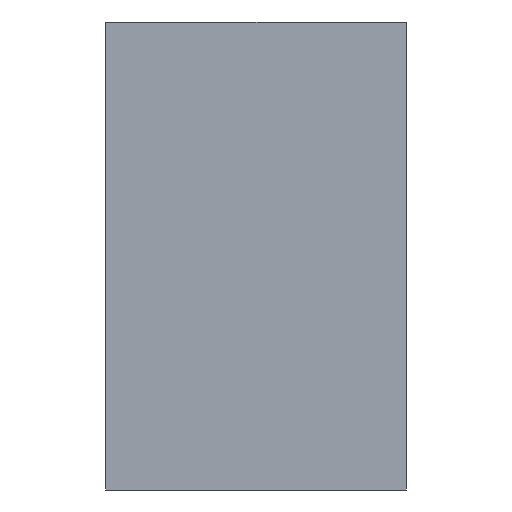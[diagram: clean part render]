
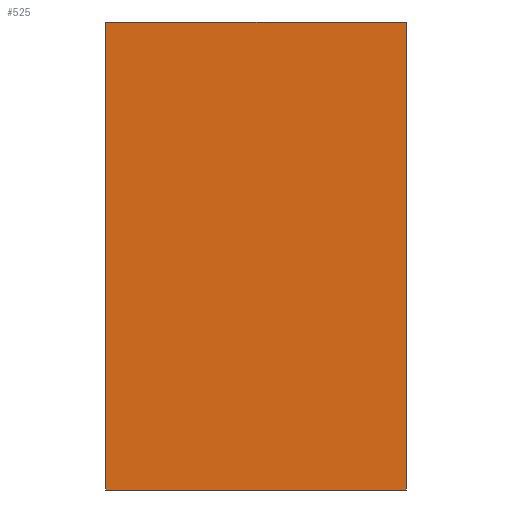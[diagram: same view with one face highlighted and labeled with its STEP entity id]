
A CAD part, left-side view. The second image highlights one B-rep face of the part: STEP entity #525.
In plain terms, the highlighted planar face has unit normal (-1, 0, 0).
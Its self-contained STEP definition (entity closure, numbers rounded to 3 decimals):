
#39=PLANE('',#573);
#65=FACE_OUTER_BOUND('',#95,.T.);
#95=EDGE_LOOP('',(#489,#490,#491,#492));
#125=LINE('',#786,#189);
#157=LINE('',#849,#221);
#159=LINE('',#852,#223);
#160=LINE('',#854,#224);
#189=VECTOR('',#643,10.);
#221=VECTOR('',#699,10.);
#223=VECTOR('',#703,10.);
#224=VECTOR('',#706,10.);
#260=VERTEX_POINT('',#783);
#261=VERTEX_POINT('',#785);
#279=VERTEX_POINT('',#846);
#280=VERTEX_POINT('',#848);
#317=EDGE_CURVE('',#260,#261,#125,.T.);
#349=EDGE_CURVE('',#279,#280,#157,.T.);
#351=EDGE_CURVE('',#279,#261,#159,.T.);
#352=EDGE_CURVE('',#280,#260,#160,.T.);
#489=ORIENTED_EDGE('',*,*,#351,.T.);
#490=ORIENTED_EDGE('',*,*,#317,.F.);
#491=ORIENTED_EDGE('',*,*,#352,.F.);
#492=ORIENTED_EDGE('',*,*,#349,.F.);
#525=ADVANCED_FACE('',(#65),#39,.T.);
#573=AXIS2_PLACEMENT_3D('',#853,#704,#705);
#643=DIRECTION('',(0.,0.,1.));
#699=DIRECTION('',(0.,0.,-1.));
#703=DIRECTION('',(0.,1.,0.));
#704=DIRECTION('center_axis',(-1.,0.,0.));
#705=DIRECTION('ref_axis',(0.,0.,1.));
#706=DIRECTION('',(0.,1.,0.));
#783=CARTESIAN_POINT('',(-4.,32.,-38.));
#785=CARTESIAN_POINT('',(-4.,32.,4.));
#786=CARTESIAN_POINT('',(-4.,32.,-38.));
#846=CARTESIAN_POINT('',(-4.,5.,4.));
#848=CARTESIAN_POINT('',(-4.,5.,-38.));
#849=CARTESIAN_POINT('',(-4.,5.,4.));
#852=CARTESIAN_POINT('',(-4.,5.,4.));
#853=CARTESIAN_POINT('Origin',(-4.,5.,-38.));
#854=CARTESIAN_POINT('',(-4.,5.,-38.));
